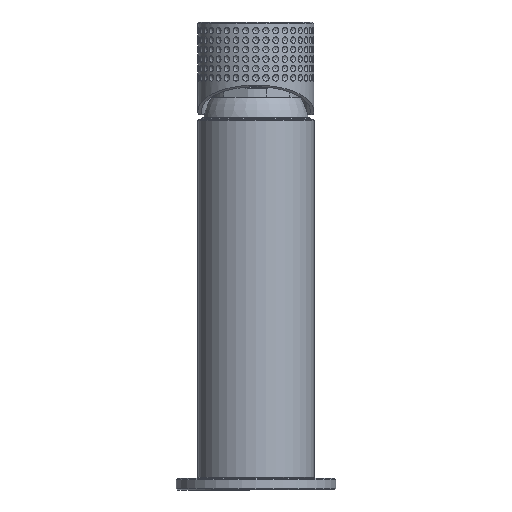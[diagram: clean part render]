
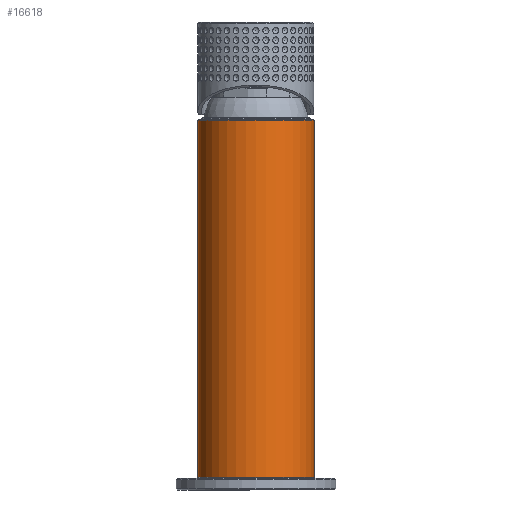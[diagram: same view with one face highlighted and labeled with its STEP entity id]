
A CAD part, front view. The second image highlights one B-rep face of the part: STEP entity #16618.
In plain terms, the highlighted cylindrical face has radius 20 mm (diameter 40 mm), a full revolution.
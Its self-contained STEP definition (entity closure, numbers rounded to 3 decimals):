
#1031=LINE('',#40638,#1881);
#1032=LINE('',#40651,#1882);
#1881=VECTOR('',#31837,1000.);
#1882=VECTOR('',#31838,1000.);
#2160=B_SPLINE_CURVE_WITH_KNOTS('',3,(#40641,#40642,#40643,#40644,#40645,
#40646,#40647,#40648,#40649),.UNSPECIFIED.,.F.,.F.,(4,1,1,1,1,1,4),(0.,
0.005,0.007,0.009,0.012,
0.014,0.019),.UNSPECIFIED.);
#2161=B_SPLINE_CURVE_WITH_KNOTS('',3,(#40653,#40654,#40655,#40656,#40657,
#40658,#40659,#40660,#40661),.UNSPECIFIED.,.F.,.F.,(4,1,1,1,1,1,4),(0.,
0.005,0.007,0.009,0.012,
0.014,0.019),.UNSPECIFIED.);
#7062=ORIENTED_EDGE('',*,*,#9064,.T.);
#7063=ORIENTED_EDGE('',*,*,#9065,.T.);
#7064=ORIENTED_EDGE('',*,*,#9066,.F.);
#7065=ORIENTED_EDGE('',*,*,#9067,.T.);
#7066=ORIENTED_EDGE('',*,*,#9068,.F.);
#7067=ORIENTED_EDGE('',*,*,#9069,.T.);
#9064=EDGE_CURVE('',#10598,#10598,#11436,.F.);
#9065=EDGE_CURVE('',#10599,#10599,#11437,.F.);
#9066=EDGE_CURVE('',#10600,#10601,#1031,.T.);
#9067=EDGE_CURVE('',#10600,#10602,#2160,.T.);
#9068=EDGE_CURVE('',#10603,#10602,#1032,.F.);
#9069=EDGE_CURVE('',#10603,#10601,#2161,.T.);
#10598=VERTEX_POINT('',#40635);
#10599=VERTEX_POINT('',#40637);
#10600=VERTEX_POINT('',#40639);
#10601=VERTEX_POINT('',#40640);
#10602=VERTEX_POINT('',#40650);
#10603=VERTEX_POINT('',#40652);
#11436=CIRCLE('',#26800,20.);
#11437=CIRCLE('',#26801,20.);
#13205=EDGE_LOOP('',(#7062));
#13206=EDGE_LOOP('',(#7063));
#13207=EDGE_LOOP('',(#7064,#7065,#7066,#7067));
#15010=FACE_BOUND('',#13205,.T.);
#15011=FACE_BOUND('',#13206,.T.);
#15012=FACE_BOUND('',#13207,.T.);
#15368=CYLINDRICAL_SURFACE('',#26799,20.);
#16618=ADVANCED_FACE('',(#15010,#15011,#15012),#15368,.T.);
#26799=AXIS2_PLACEMENT_3D('',#40633,#31831,#31832);
#26800=AXIS2_PLACEMENT_3D('',#40634,#31833,#31834);
#26801=AXIS2_PLACEMENT_3D('',#40636,#31835,#31836);
#31831=DIRECTION('',(1.,0.,0.));
#31832=DIRECTION('',(0.,0.,-1.));
#31833=DIRECTION('',(1.,0.,0.));
#31834=DIRECTION('',(0.,0.,-1.));
#31835=DIRECTION('',(-1.,0.,0.));
#31836=DIRECTION('',(0.,0.,1.));
#31837=DIRECTION('',(1.,0.,0.));
#31838=DIRECTION('',(1.,0.,0.));
#40633=CARTESIAN_POINT('',(0.,0.,0.));
#40634=CARTESIAN_POINT('',(-0.15,0.,0.));
#40635=CARTESIAN_POINT('',(-0.15,0.,-20.));
#40636=CARTESIAN_POINT('',(-123.15,0.,0.));
#40637=CARTESIAN_POINT('',(-123.15,0.,20.));
#40638=CARTESIAN_POINT('',(0.,18.8,6.823));
#40639=CARTESIAN_POINT('',(-19.773,18.8,6.823));
#40640=CARTESIAN_POINT('',(-16.227,18.8,6.823));
#40641=CARTESIAN_POINT('',(-19.773,18.8,6.823));
#40642=CARTESIAN_POINT('',(-21.293,18.943,6.429));
#40643=CARTESIAN_POINT('',(-23.291,19.417,5.093));
#40644=CARTESIAN_POINT('',(-24.785,19.905,2.346));
#40645=CARTESIAN_POINT('',(-25.181,20.047,0.008));
#40646=CARTESIAN_POINT('',(-24.789,19.906,-2.336));
#40647=CARTESIAN_POINT('',(-23.294,19.417,-5.091));
#40648=CARTESIAN_POINT('',(-21.293,18.943,-6.429));
#40649=CARTESIAN_POINT('',(-19.773,18.8,-6.823));
#40650=CARTESIAN_POINT('',(-19.773,18.8,-6.823));
#40651=CARTESIAN_POINT('',(0.,18.8,-6.823));
#40652=CARTESIAN_POINT('',(-16.227,18.8,-6.823));
#40653=CARTESIAN_POINT('',(-16.227,18.8,-6.823));
#40654=CARTESIAN_POINT('',(-14.707,18.943,-6.429));
#40655=CARTESIAN_POINT('',(-12.709,19.417,-5.093));
#40656=CARTESIAN_POINT('',(-11.215,19.905,-2.346));
#40657=CARTESIAN_POINT('',(-10.819,20.047,-0.008));
#40658=CARTESIAN_POINT('',(-11.211,19.906,2.336));
#40659=CARTESIAN_POINT('',(-12.706,19.417,5.091));
#40660=CARTESIAN_POINT('',(-14.707,18.943,6.429));
#40661=CARTESIAN_POINT('',(-16.227,18.8,6.823));
